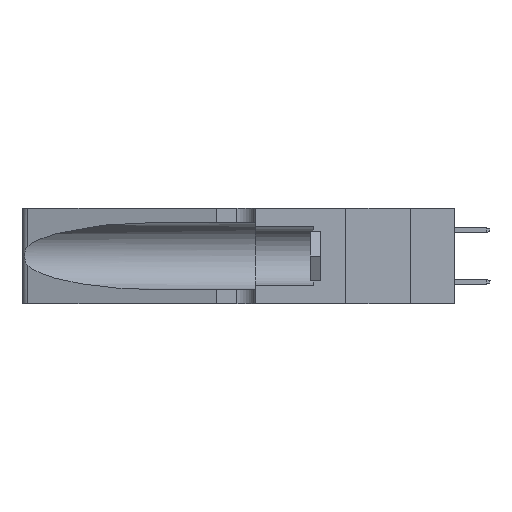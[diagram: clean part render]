
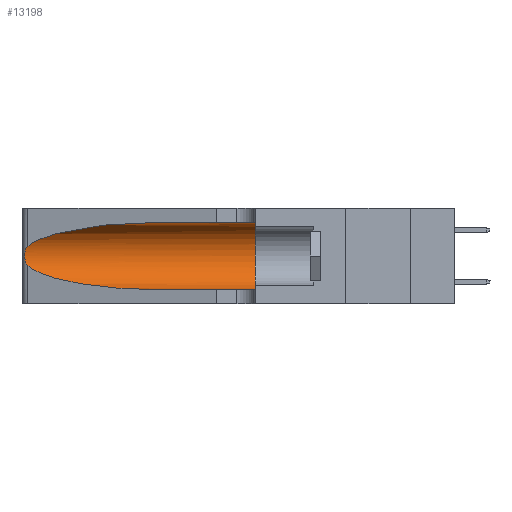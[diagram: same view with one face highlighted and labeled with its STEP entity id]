
A CAD part, left-side view. The second image highlights one B-rep face of the part: STEP entity #13198.
In plain terms, the highlighted cylindrical face has radius 3.308 mm (diameter 6.617 mm), a partial arc.
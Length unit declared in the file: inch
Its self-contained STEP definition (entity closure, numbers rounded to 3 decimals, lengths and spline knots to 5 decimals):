
#245 = CARTESIAN_POINT ( 'NONE',  ( 0.25487, 1.22718, 0.22369 ) ) ;
#430 = CARTESIAN_POINT ( 'NONE',  ( 0.1305, 0.72297, 0.05475 ) ) ;
#561 = VERTEX_POINT ( 'NONE', #7346 ) ;
#2506 = CARTESIAN_POINT ( 'NONE',  ( 0.26018, 1.23835, 0.19895 ) ) ;
#2623 = DIRECTION ( 'NONE',  ( 0., -1., 0. ) ) ;
#2943 = ORIENTED_EDGE ( 'NONE', *, *, #8349, .T. ) ;
#3291 = CYLINDRICAL_SURFACE ( 'NONE', #11604, 0.13025 ) ;
#3359 = CARTESIAN_POINT ( 'NONE',  ( 0.1305, 0.72297, 0.31525 ) ) ;
#4061 = EDGE_LOOP ( 'NONE', ( #2943, #17865, #9444, #10728, #5895, #10287 ) ) ;
#4293 = DIRECTION ( 'NONE',  ( 0., 1., 0. ) ) ;
#4416 = VERTEX_POINT ( 'NONE', #6081 ) ;
#4590 = VECTOR ( 'NONE', #2623, 39.37008 ) ;
#4957 = VERTEX_POINT ( 'NONE', #6844 ) ;
#5787 = CARTESIAN_POINT ( 'NONE',  ( 0.2373, 1.15595, 0.28018 ) ) ;
#5895 = ORIENTED_EDGE ( 'NONE', *, *, #16207, .F. ) ;
#6081 = CARTESIAN_POINT ( 'NONE',  ( 0.1305, 0.72297, 0.05475 ) ) ;
#6322 = CARTESIAN_POINT ( 'NONE',  ( 0.25487, 1.22718, 0.22369 ) ) ;
#6452 = VERTEX_POINT ( 'NONE', #22334 ) ;
#6844 = CARTESIAN_POINT ( 'NONE',  ( 0.25487, 1.22718, 0.14631 ) ) ;
#7346 = CARTESIAN_POINT ( 'NONE',  ( 0.1305, 0.35, 0.05475 ) ) ;
#7573 = CARTESIAN_POINT ( 'NONE',  ( 0.25854, 1.2359, 0.20912 ) ) ;
#7673 = CARTESIAN_POINT ( 'NONE',  ( 0.26075, 1.23896, 0.19203 ) ) ;
#7746 = DIRECTION ( 'NONE',  ( 0., 0., 1. ) ) ;
#7910 = CARTESIAN_POINT ( 'NONE',  ( 0.25639, 1.23184, 0.21858 ) ) ;
#8054 = EDGE_CURVE ( 'NONE', #4416, #561, #14103, .T. ) ;
#8087 = VERTEX_POINT ( 'NONE', #3359 ) ;
#8170 = VERTEX_POINT ( 'NONE', #21266 ) ;
#8349 = EDGE_CURVE ( 'NONE', #8087, #6452, #13215, .T. ) ;
#8360 = DIRECTION ( 'NONE',  ( 0., 0., -1. ) ) ;
#8477 = CARTESIAN_POINT ( 'NONE',  ( 0.1305, 1.61858, 0.185 ) ) ;
#8504 = EDGE_CURVE ( 'NONE', #6452, #4957, #12541, .T. ) ;
#9385 = CARTESIAN_POINT ( 'NONE',  ( 0.25639, 1.23186, 0.15144 ) ) ;
#9444 = ORIENTED_EDGE ( 'NONE', *, *, #10754, .T. ) ;
#9482 = CARTESIAN_POINT ( 'NONE',  ( 0.26017, 1.23833, 0.17102 ) ) ;
#9716 = LINE ( 'NONE', #13249, #4590 ) ;
#10161 =( BOUNDED_CURVE ( )  B_SPLINE_CURVE ( 3, ( #21290, #17651, #15946, #430 ),
 .UNSPECIFIED., .F., .T. ) 
 B_SPLINE_CURVE_WITH_KNOTS ( ( 4, 4 ),
 ( 3.44316, 4.71239 ),
 .UNSPECIFIED. ) 
 CURVE ( )  GEOMETRIC_REPRESENTATION_ITEM ( )  RATIONAL_B_SPLINE_CURVE ( ( 1., 0.87, 0.87, 1. ) ) 
 REPRESENTATION_ITEM ( '' )  );
#10287 = ORIENTED_EDGE ( 'NONE', *, *, #20829, .F. ) ;
#10728 = ORIENTED_EDGE ( 'NONE', *, *, #8054, .T. ) ;
#10754 = EDGE_CURVE ( 'NONE', #4957, #4416, #10161, .T. ) ;
#10913 = CIRCLE ( 'NONE', #14571, 0.13025 ) ;
#11509 = CARTESIAN_POINT ( 'NONE',  ( 0.25555, 1.22994, 0.2215 ) ) ;
#11604 = AXIS2_PLACEMENT_3D ( 'NONE', #8477, #16975, #8360 ) ;
#12045 = DIRECTION ( 'NONE',  ( 0., -1., 0. ) ) ;
#12541 = B_SPLINE_CURVE_WITH_KNOTS ( 'NONE', 3,
 ( #6322, #11509, #7910, #20186, #7573, #2506, #7673, #14498, #9482, #19743, #16418, #9385, #16310, #22081 ),
 .UNSPECIFIED., .F., .F.,
 ( 4, 2, 2, 2, 2, 2, 4 ),
 ( 0., 0.00027, 0.00053, 0.00107, 0.0016, 0.00187, 0.00214 ),
 .UNSPECIFIED. ) ;
#13198 = ADVANCED_FACE ( 'NONE', ( #15637 ), #3291, .F. ) ;
#13215 =( BOUNDED_CURVE ( )  B_SPLINE_CURVE ( 3, ( #15766, #14053, #5787, #245 ),
 .UNSPECIFIED., .F., .T. ) 
 B_SPLINE_CURVE_WITH_KNOTS ( ( 4, 4 ),
 ( 1.5708, 2.84003 ),
 .UNSPECIFIED. ) 
 CURVE ( )  GEOMETRIC_REPRESENTATION_ITEM ( )  RATIONAL_B_SPLINE_CURVE ( ( 1., 0.87, 0.87, 1. ) ) 
 REPRESENTATION_ITEM ( '' )  );
#13249 = CARTESIAN_POINT ( 'NONE',  ( 0.1305, 1.61858, 0.31525 ) ) ;
#14053 = CARTESIAN_POINT ( 'NONE',  ( 0.18966, 0.96281, 0.31525 ) ) ;
#14103 = LINE ( 'NONE', #21040, #15176 ) ;
#14498 = CARTESIAN_POINT ( 'NONE',  ( 0.26075, 1.23896, 0.178 ) ) ;
#14571 = AXIS2_PLACEMENT_3D ( 'NONE', #19573, #4293, #7746 ) ;
#15176 = VECTOR ( 'NONE', #12045, 39.37008 ) ;
#15637 = FACE_OUTER_BOUND ( 'NONE', #4061, .T. ) ;
#15766 = CARTESIAN_POINT ( 'NONE',  ( 0.1305, 0.72297, 0.31525 ) ) ;
#15946 = CARTESIAN_POINT ( 'NONE',  ( 0.18966, 0.96281, 0.05475 ) ) ;
#16207 = EDGE_CURVE ( 'NONE', #8170, #561, #10913, .T. ) ;
#16310 = CARTESIAN_POINT ( 'NONE',  ( 0.25555, 1.22993, 0.14849 ) ) ;
#16418 = CARTESIAN_POINT ( 'NONE',  ( 0.25789, 1.23486, 0.15765 ) ) ;
#16975 = DIRECTION ( 'NONE',  ( 0., -1., 0. ) ) ;
#17651 = CARTESIAN_POINT ( 'NONE',  ( 0.2373, 1.15595, 0.08982 ) ) ;
#17865 = ORIENTED_EDGE ( 'NONE', *, *, #8504, .T. ) ;
#19573 = CARTESIAN_POINT ( 'NONE',  ( 0.1305, 0.35, 0.185 ) ) ;
#19743 = CARTESIAN_POINT ( 'NONE',  ( 0.25856, 1.23593, 0.16098 ) ) ;
#20186 = CARTESIAN_POINT ( 'NONE',  ( 0.25787, 1.23484, 0.2124 ) ) ;
#20829 = EDGE_CURVE ( 'NONE', #8087, #8170, #9716, .T. ) ;
#21040 = CARTESIAN_POINT ( 'NONE',  ( 0.1305, 1.61858, 0.05475 ) ) ;
#21266 = CARTESIAN_POINT ( 'NONE',  ( 0.1305, 0.35, 0.31525 ) ) ;
#21290 = CARTESIAN_POINT ( 'NONE',  ( 0.25487, 1.22718, 0.14631 ) ) ;
#22081 = CARTESIAN_POINT ( 'NONE',  ( 0.25487, 1.22718, 0.14631 ) ) ;
#22334 = CARTESIAN_POINT ( 'NONE',  ( 0.25487, 1.22718, 0.22369 ) ) ;
